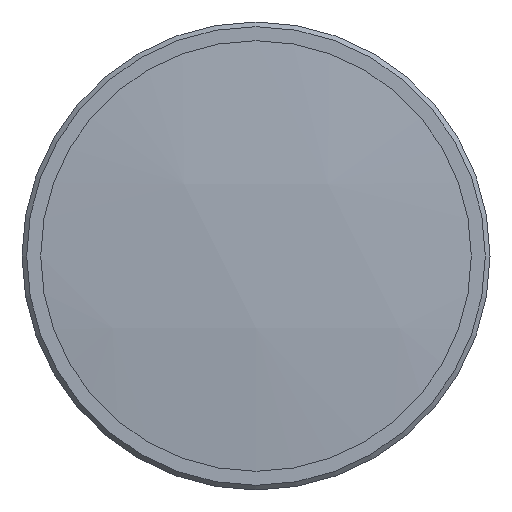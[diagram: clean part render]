
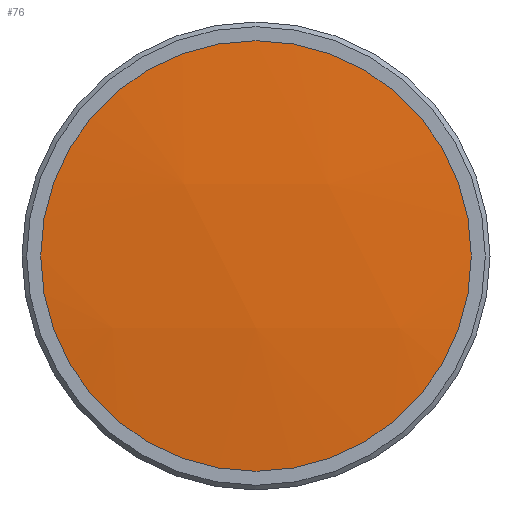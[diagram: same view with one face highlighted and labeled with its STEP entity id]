
A CAD part, left-side view. The second image highlights one B-rep face of the part: STEP entity #76.
In plain terms, the highlighted spherical face has radius 215.438 mm.
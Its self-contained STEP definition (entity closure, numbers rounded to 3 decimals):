
#4 = CIRCLE ( 'NONE', #28, 23. ) ;
#28 = AXIS2_PLACEMENT_3D ( 'NONE', #418, #206, #335 ) ;
#36 = CARTESIAN_POINT ( 'NONE',  ( 193.257, 0., 0. ) ) ;
#51 = AXIS2_PLACEMENT_3D ( 'NONE', #36, #532, #292 ) ;
#76 = ADVANCED_FACE ( 'NONE', ( #450 ), #286, .T. ) ;
#117 = EDGE_CURVE ( 'NONE', #118, #118, #4, .T. ) ;
#118 = VERTEX_POINT ( 'NONE', #415 ) ;
#206 = DIRECTION ( 'NONE',  ( -1., 0., 0. ) ) ;
#286 = SPHERICAL_SURFACE ( 'NONE', #51, 215.438 ) ;
#292 = DIRECTION ( 'NONE',  ( 0., -1., 0. ) ) ;
#330 = ORIENTED_EDGE ( 'NONE', *, *, #117, .T. ) ;
#335 = DIRECTION ( 'NONE',  ( 0., 0., 1. ) ) ;
#415 = CARTESIAN_POINT ( 'NONE',  ( -20.95, 0., 23. ) ) ;
#418 = CARTESIAN_POINT ( 'NONE',  ( -20.95, 0., 0. ) ) ;
#450 = FACE_OUTER_BOUND ( 'NONE', #527, .T. ) ;
#527 = EDGE_LOOP ( 'NONE', ( #330 ) ) ;
#532 = DIRECTION ( 'NONE',  ( 0., 0., 1. ) ) ;
